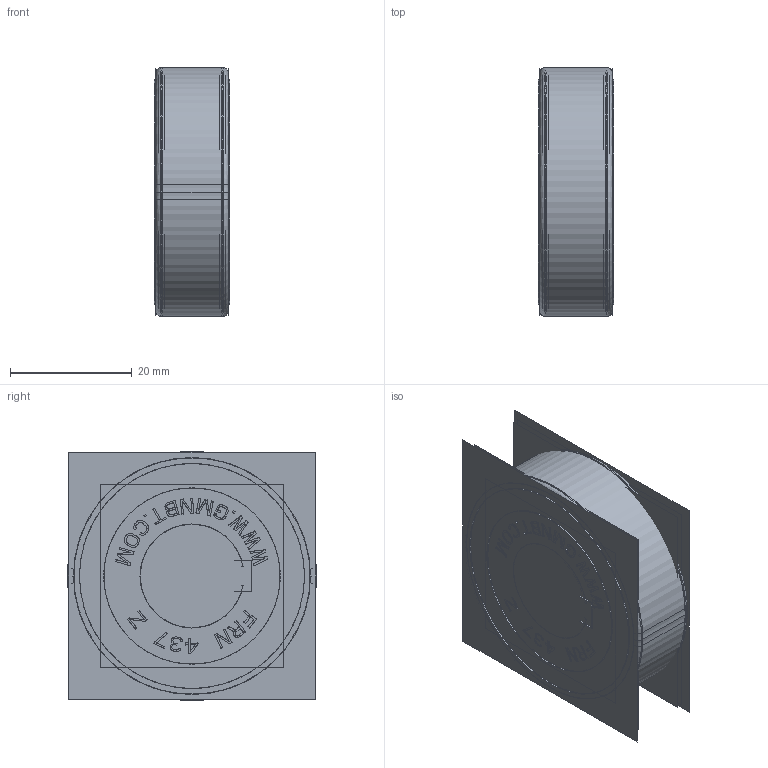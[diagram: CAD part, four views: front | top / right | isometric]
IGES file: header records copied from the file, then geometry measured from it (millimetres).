
Start section:  PTC IGES file: frn437z.igs
Global section: file name: frn437z.igs; native system: Creo Parametric by Parametric Technology Corporation; preprocessor: 2013150; author: sales 4; organization: Unknown; date: 20140326.143516; units: millimetre
Bounding box: 12.48 x 41 x 41 mm (x, y, z)
Volume: 10786.5 mm3; surface area: 83192.1 mm2
Topology: 37 solids, 37 shells, 2794 faces, 14886 edges, 18868 vertices
Faces by surface type: bspline 1400, revolution 1394
